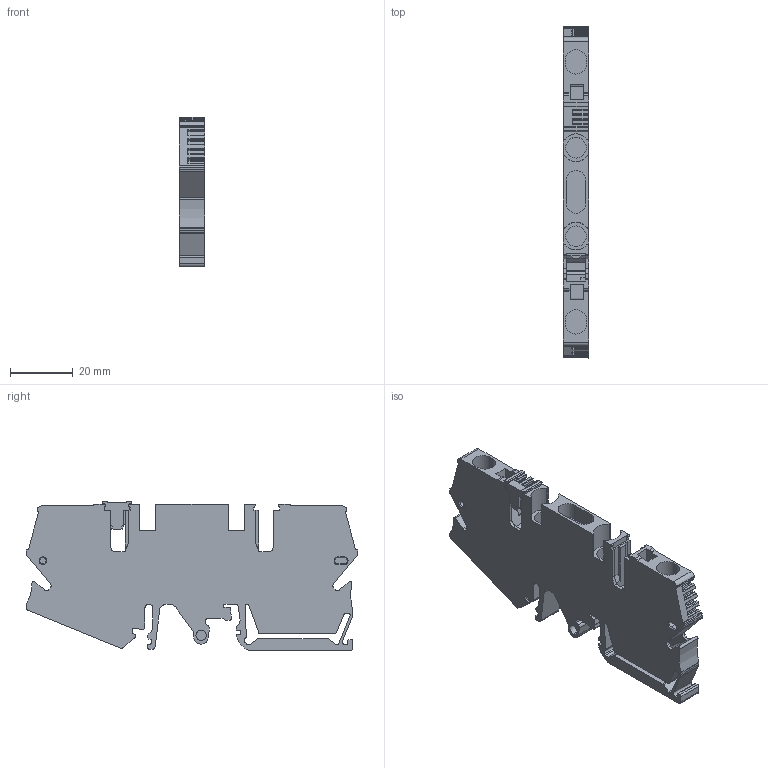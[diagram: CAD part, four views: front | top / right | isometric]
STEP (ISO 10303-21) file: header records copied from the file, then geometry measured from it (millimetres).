
FILE_DESCRIPTION(('CATIA V5R22 STEP214','CAx-IF Rec.Pracs.--- Model Styling and Organization---1.4--- 2014-01-23'),'2;1');
FILE_NAME ('020953-2_0', '2021-04-13T04:54:27+00:00', ('Weidmueller Interface'), ('Weidmueller'), 'CATIA Version 5-6 Release 2016 SP3 HF44', 'CATIA V5 STEP AP214', 'none');
FILE_SCHEMA(('AUTOMOTIVE_DESIGN { 1 0 10303 214 1 1 1 1 }'));
Length unit declared in the file: millimetre
Products named in the file (1): ZTD 6_AllCATPart
Bounding box: 8.1 x 105.8 x 47.65 mm (x, y, z)
Volume: 27653.5 mm3; surface area: 15245.4 mm2
Topology: 2 solids, 2 shells, 582 faces, 1678 edges, 1111 vertices
Faces by surface type: plane 402, cylinder 172, cone 8
Entity records: 18366 total; most frequent: ORIENTED_EDGE 3356, CARTESIAN_POINT 3342, DIRECTION 2695, EDGE_CURVE 1678, VECTOR 1293, LINE 1293, VERTEX_POINT 1111, AXIS2_PLACEMENT_3D 888
